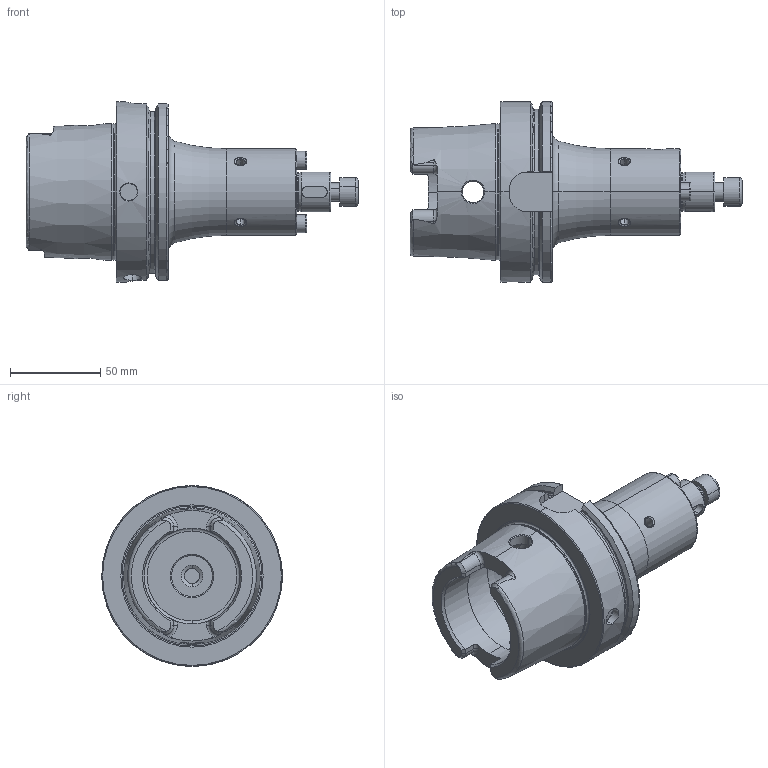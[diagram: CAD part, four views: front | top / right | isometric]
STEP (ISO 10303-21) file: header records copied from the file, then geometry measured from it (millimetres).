
FILE_DESCRIPTION (( 'STEP AP214' ), '1' );
FILE_NAME ('HA0.D22.K01.100.STEP', '2011-10-06T11:15:43', ( 'SwiAdmin' ), ( '' ), 'SwSTEP 2.0', 'SolidWorks 2011', '' );
FILE_SCHEMA (( 'AUTOMOTIVE_DESIGN' ));
Length unit declared in the file: millimetre
Products named in the file (4): D22-ER2.001.017_B; D22-ER1.002.025_A_Default; HA0-D22.K01.100_C_Fertigbearbeitung; HA0.D22.K01.100
Assembly tree (4 placements, depth 2):
  HA0.D22.K01.100
    D22-ER1.002.025_A_Default
    HA0-D22.K01.100_C_Fertigbearbeitung
    D22-ER2.001.017_B  x2
Bounding box: 183.9 x 100 x 100 mm (x, y, z)
Volume: 390833.9 mm3; surface area: 69135 mm2
Topology: 4 solids, 4 shells, 371 faces, 889 edges, 524 vertices
Faces by surface type: cylinder 112, cone 96, plane 84, torus 73, bspline 4, sphere 2
Entity records: 12684 total; most frequent: CARTESIAN_POINT 3771, DIRECTION 1590, ORIENTED_EDGE 1528, EDGE_CURVE 764, AXIS2_PLACEMENT_3D 653, VERTEX_POINT 463, EDGE_LOOP 355, FACE_OUTER_BOUND 326
